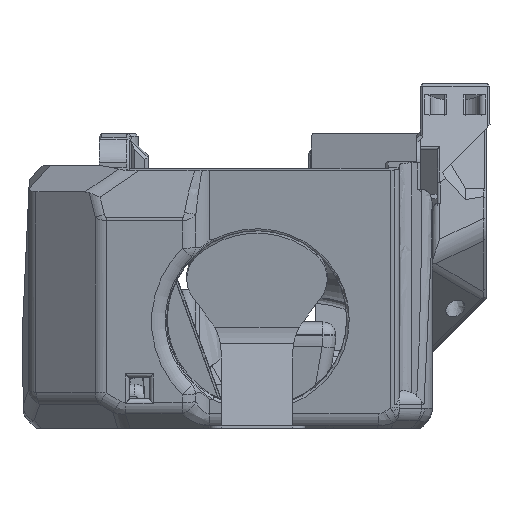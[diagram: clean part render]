
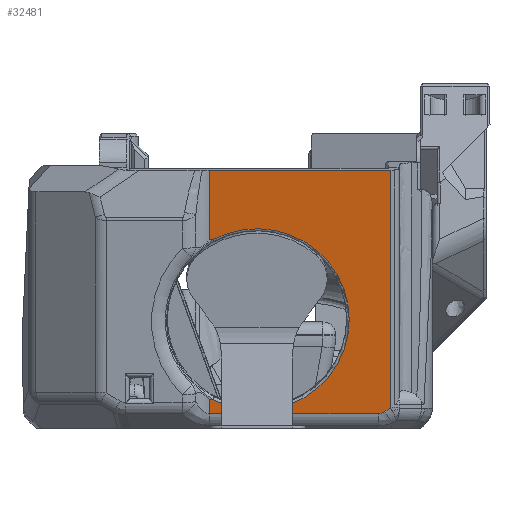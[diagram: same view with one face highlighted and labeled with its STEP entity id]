
A CAD part, left-side view. The second image highlights one B-rep face of the part: STEP entity #32481.
In plain terms, the highlighted planar face has unit normal (-0.985, 0, -0.174).
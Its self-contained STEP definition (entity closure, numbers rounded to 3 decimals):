
#928=ELLIPSE('',#34948,3.203,2.);
#1564=B_SPLINE_CURVE_WITH_KNOTS('',3,(#51491,#51492,#51493,#51494),
 .UNSPECIFIED.,.F.,.F.,(4,4),(0.,0.382),.UNSPECIFIED.);
#1577=B_SPLINE_CURVE_WITH_KNOTS('',3,(#51816,#51817,#51818,#51819),
 .UNSPECIFIED.,.F.,.F.,(4,4),(0.618,1.),.UNSPECIFIED.);
#2920=LINE('',#49822,#5826);
#2938=LINE('',#49883,#5844);
#3260=LINE('',#51821,#6166);
#3261=LINE('',#51823,#6167);
#3262=LINE('',#51827,#6168);
#3263=LINE('',#51829,#6169);
#5826=VECTOR('',#38994,1000.);
#5844=VECTOR('',#39032,1000.);
#6166=VECTOR('',#39850,1000.);
#6167=VECTOR('',#39851,1000.);
#6168=VECTOR('',#39854,1000.);
#6169=VECTOR('',#39855,1000.);
#10975=ORIENTED_EDGE('',*,*,#19628,.F.);
#10976=ORIENTED_EDGE('',*,*,#18647,.T.);
#10977=ORIENTED_EDGE('',*,*,#19771,.T.);
#10978=ORIENTED_EDGE('',*,*,#19772,.F.);
#10979=ORIENTED_EDGE('',*,*,#19773,.T.);
#10980=ORIENTED_EDGE('',*,*,#19774,.T.);
#10981=ORIENTED_EDGE('',*,*,#19775,.F.);
#10982=ORIENTED_EDGE('',*,*,#19776,.T.);
#10983=ORIENTED_EDGE('',*,*,#19231,.F.);
#10984=ORIENTED_EDGE('',*,*,#19256,.F.);
#18647=EDGE_CURVE('',#23465,#23464,#26177,.T.);
#19231=EDGE_CURVE('',#23853,#23854,#2920,.T.);
#19256=EDGE_CURVE('',#23871,#23853,#2938,.T.);
#19628=EDGE_CURVE('',#23465,#23871,#1564,.F.);
#19771=EDGE_CURVE('',#23464,#24237,#1577,.T.);
#19772=EDGE_CURVE('',#24238,#24237,#3260,.T.);
#19773=EDGE_CURVE('',#24238,#24239,#3261,.T.);
#19774=EDGE_CURVE('',#24239,#24240,#928,.T.);
#19775=EDGE_CURVE('',#24241,#24240,#3262,.T.);
#19776=EDGE_CURVE('',#24241,#23854,#3263,.T.);
#23464=VERTEX_POINT('',#47334);
#23465=VERTEX_POINT('',#47336);
#23853=VERTEX_POINT('',#49821);
#23854=VERTEX_POINT('',#49823);
#23871=VERTEX_POINT('',#49882);
#24237=VERTEX_POINT('',#51820);
#24238=VERTEX_POINT('',#51822);
#24239=VERTEX_POINT('',#51824);
#24240=VERTEX_POINT('',#51826);
#24241=VERTEX_POINT('',#51828);
#26177=CIRCLE('',#34333,14.4);
#27455=EDGE_LOOP('',(#10975,#10976,#10977,#10978,#10979,#10980,#10981,#10982,
#10983,#10984));
#29477=FACE_BOUND('',#27455,.T.);
#31218=PLANE('',#34947);
#32481=ADVANCED_FACE('',(#29477),#31218,.F.);
#34333=AXIS2_PLACEMENT_3D('',#47335,#38035,#38036);
#34947=AXIS2_PLACEMENT_3D('',#51815,#39848,#39849);
#34948=AXIS2_PLACEMENT_3D('',#51825,#39852,#39853);
#38035=DIRECTION('',(0.985,0.,0.174));
#38036=DIRECTION('',(0.174,0.,-0.985));
#38994=DIRECTION('',(0.,-1.,0.));
#39032=DIRECTION('',(-0.174,0.,0.985));
#39848=DIRECTION('',(0.985,0.,0.174));
#39849=DIRECTION('',(-0.174,0.,0.985));
#39850=DIRECTION('',(-0.174,0.,0.985));
#39851=DIRECTION('',(0.,-1.,0.));
#39852=DIRECTION('',(-0.985,0.,-0.174));
#39853=DIRECTION('',(-0.165,-0.304,0.938));
#39854=DIRECTION('',(0.097,0.829,-0.551));
#39855=DIRECTION('',(-0.174,0.,0.985));
#47334=CARTESIAN_POINT('',(-28.264,11.767,4.533));
#47335=CARTESIAN_POINT('',(-30.458,4.853,16.973));
#47336=CARTESIAN_POINT('',(-32.651,11.767,29.413));
#49821=CARTESIAN_POINT('',(-34.572,12.27,40.304));
#49822=CARTESIAN_POINT('',(-34.572,24.853,40.304));
#49823=CARTESIAN_POINT('',(-34.572,-16.002,40.304));
#49882=CARTESIAN_POINT('',(-32.66,12.27,29.463));
#49883=CARTESIAN_POINT('',(-31.185,12.27,21.099));
#51491=CARTESIAN_POINT('',(-32.66,12.27,29.463));
#51492=CARTESIAN_POINT('',(-32.657,12.102,29.442));
#51493=CARTESIAN_POINT('',(-32.654,11.935,29.425));
#51494=CARTESIAN_POINT('',(-32.651,11.767,29.413));
#51815=CARTESIAN_POINT('',(-31.185,24.853,21.099));
#51816=CARTESIAN_POINT('',(-28.264,11.767,4.533));
#51817=CARTESIAN_POINT('',(-28.262,11.935,4.52));
#51818=CARTESIAN_POINT('',(-28.259,12.102,4.503));
#51819=CARTESIAN_POINT('',(-28.255,12.27,4.482));
#51820=CARTESIAN_POINT('',(-28.255,12.27,4.482));
#51821=CARTESIAN_POINT('',(-31.185,12.27,21.099));
#51822=CARTESIAN_POINT('',(-27.864,12.27,2.262));
#51823=CARTESIAN_POINT('',(-27.864,-14.655,2.262));
#51824=CARTESIAN_POINT('',(-27.864,-14.07,2.262));
#51825=CARTESIAN_POINT('',(-28.404,-14.652,5.326));
#51826=CARTESIAN_POINT('',(-27.923,-15.07,2.597));
#51827=CARTESIAN_POINT('',(-27.821,-14.199,2.018));
#51828=CARTESIAN_POINT('',(-28.032,-16.002,3.216));
#51829=CARTESIAN_POINT('',(-7.663,-16.002,-112.301));
